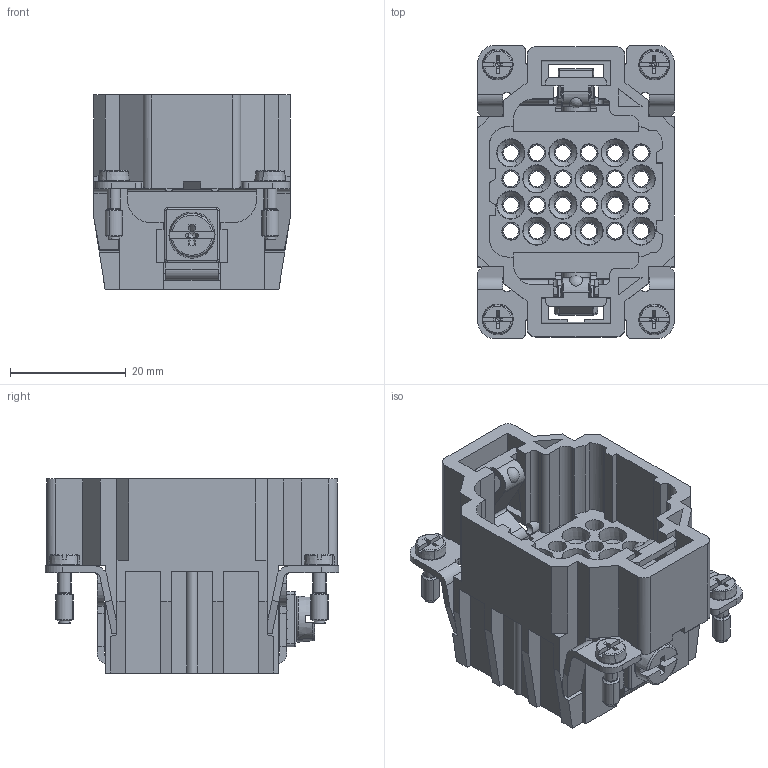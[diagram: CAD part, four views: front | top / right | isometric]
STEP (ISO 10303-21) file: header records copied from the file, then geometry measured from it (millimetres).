
FILE_DESCRIPTION(('CATIA V5 STEP','CAx-IF Rec.Pracs.--- Model Styling and Organization---1.2---2011-12-15'),'2;1');
FILE_NAME ('13440298_2', '2018-08-16T11:41:20+00:00', ('none'), ('Weidmueller'), 'CATIA Version 5-6 Release 2014 SP4 HF52', 'CATIA V5 STEP AP214', 'none');
FILE_SCHEMA(('AUTOMOTIVE_DESIGN { 1 0 10303 214 1 1 1 1 }'));
Length unit declared in the file: millimetre
Products named in the file (1): 1651150000
Bounding box: 33.9 x 50.7 x 33.5 mm (x, y, z)
Volume: 17020.8 mm3; surface area: 20790.9 mm2
Topology: 1 solids, 1 shells, 1442 faces, 4274 edges, 2677 vertices
Faces by surface type: plane 717, cone 342, cylinder 305, torus 56, bspline 16, sphere 6
Entity records: 47647 total; most frequent: CARTESIAN_POINT 12678, ORIENTED_EDGE 8520, DIRECTION 5310, EDGE_CURVE 4260, VERTEX_POINT 2677, VECTOR 2483, LINE 2483, AXIS2_PLACEMENT_3D 1921
